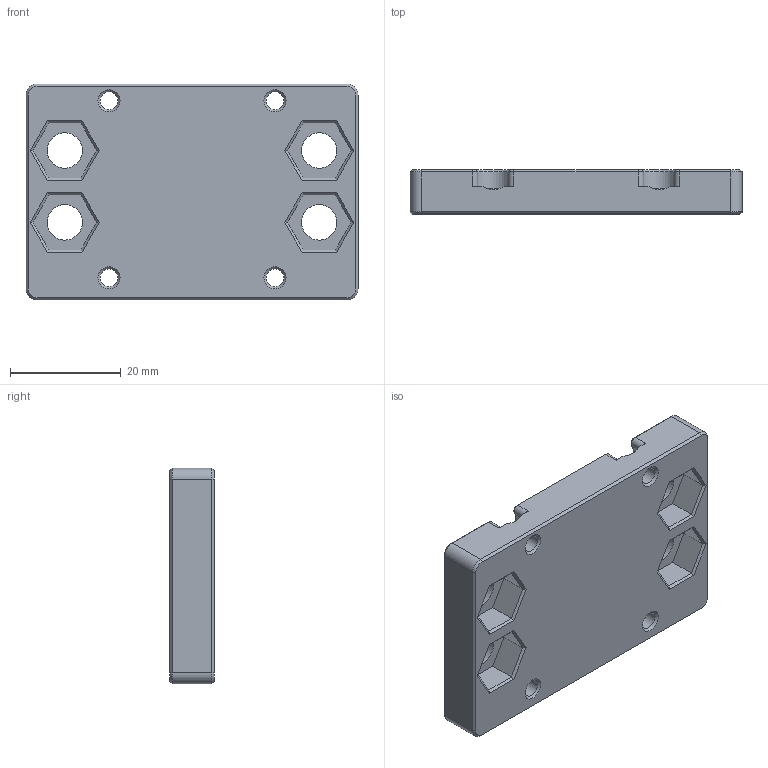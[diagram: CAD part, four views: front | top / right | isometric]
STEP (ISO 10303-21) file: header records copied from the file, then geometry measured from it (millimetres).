
FILE_DESCRIPTION(/* description */ (''),/* implementation_level */ '2;1');
FILE_NAME(/* name */ 'B-BK_Mount_Thin_3-B.stp',/* time_stamp */ '2020-11-25T14:54:50-08:00',/* author */ (''),/* organization */ (''),/* preprocessor_version */ 'ST-DEVELOPER v18.1',/* originating_system */ 'Autodesk Translation Framework v9.3.0.1241',/* authorisation */ '');
FILE_SCHEMA (('AUTOMOTIVE_DESIGN { 1 0 10303 214 3 1 1 }'));
Length unit declared in the file: millimetre
Products named in the file (1): FusionComponent
Bounding box: 60 x 8 x 39 mm (x, y, z)
Volume: 16003.2 mm3; surface area: 7004.5 mm2
Topology: 1 solids, 1 shells, 116 faces, 282 edges, 170 vertices
Faces by surface type: plane 72, cone 26, cylinder 18
Full cylindrical faces by diameter (mm): 3.2 x4, 6.4 x4
Entity records: 3416 total; most frequent: CARTESIAN_POINT 601, DIRECTION 582, ORIENTED_EDGE 564, EDGE_CURVE 282, LINE 204, VECTOR 204, AXIS2_PLACEMENT_3D 189, VERTEX_POINT 170
